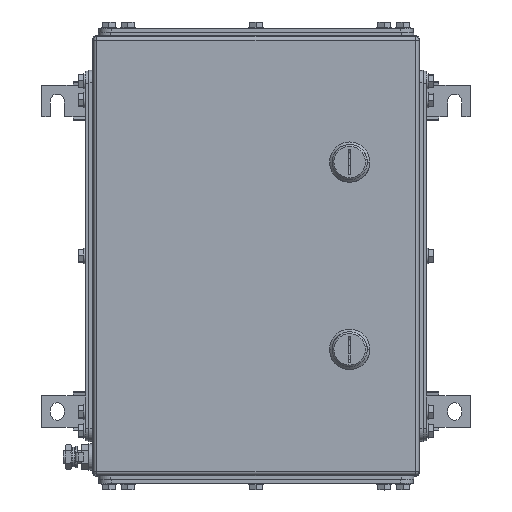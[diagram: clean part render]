
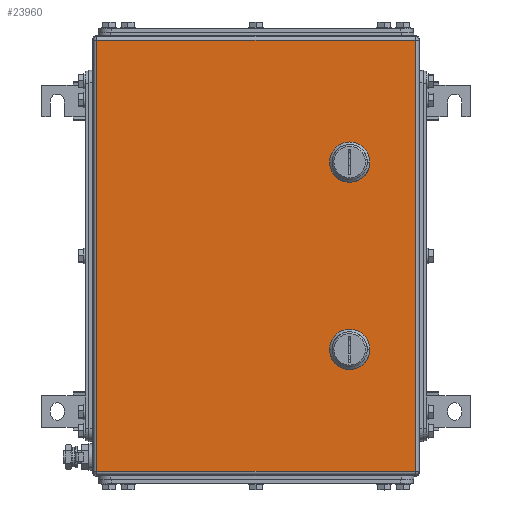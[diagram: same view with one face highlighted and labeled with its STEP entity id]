
A CAD part, top view. The second image highlights one B-rep face of the part: STEP entity #23960.
In plain terms, the highlighted planar face has unit normal (0, 0, 1).
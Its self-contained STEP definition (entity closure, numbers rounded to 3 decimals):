
#23774=AXIS2_PLACEMENT_3D('Circle Axis2P3D',#23772,#23773,$) ;
#23801=AXIS2_PLACEMENT_3D('Plane Axis2P3D',#23798,#23799,#23800) ;
#23846=AXIS2_PLACEMENT_3D('Circle Axis2P3D',#23844,#23845,$) ;
#23860=AXIS2_PLACEMENT_3D('Circle Axis2P3D',#23858,#23859,$) ;
#23874=AXIS2_PLACEMENT_3D('Circle Axis2P3D',#23872,#23873,$) ;
#23896=AXIS2_PLACEMENT_3D('Circle Axis2P3D',#23894,#23895,$) ;
#23912=AXIS2_PLACEMENT_3D('Circle Axis2P3D',#23910,#23911,$) ;
#23926=AXIS2_PLACEMENT_3D('Circle Axis2P3D',#23924,#23925,$) ;
#23940=AXIS2_PLACEMENT_3D('Circle Axis2P3D',#23938,#23939,$) ;
#23769=CARTESIAN_POINT('Vertex',(250.056,250.45,203.5)) ;
#23772=CARTESIAN_POINT('Axis2P3D Location',(245.,260.5,203.5)) ;
#23776=CARTESIAN_POINT('Vertex',(255.05,255.444,203.5)) ;
#23798=CARTESIAN_POINT('Axis2P3D Location',(170.5,186.,203.5)) ;
#23803=CARTESIAN_POINT('Line Origine',(170.5,357.5,203.5)) ;
#23807=CARTESIAN_POINT('Vertex',(297.,357.5,203.5)) ;
#23809=CARTESIAN_POINT('Vertex',(44.,357.5,203.5)) ;
#23812=CARTESIAN_POINT('Line Origine',(44.,186.,203.5)) ;
#23816=CARTESIAN_POINT('Vertex',(44.,14.5,203.5)) ;
#23819=CARTESIAN_POINT('Line Origine',(170.5,14.5,203.5)) ;
#23823=CARTESIAN_POINT('Vertex',(297.,14.5,203.5)) ;
#23826=CARTESIAN_POINT('Line Origine',(297.,186.,203.5)) ;
#23837=CARTESIAN_POINT('Line Origine',(245.,250.45,203.5)) ;
#23841=CARTESIAN_POINT('Vertex',(239.944,250.45,203.5)) ;
#23844=CARTESIAN_POINT('Axis2P3D Location',(245.,260.5,203.5)) ;
#23848=CARTESIAN_POINT('Vertex',(234.95,255.444,203.5)) ;
#23851=CARTESIAN_POINT('Line Origine',(234.95,260.5,203.5)) ;
#23855=CARTESIAN_POINT('Vertex',(234.95,265.556,203.5)) ;
#23858=CARTESIAN_POINT('Axis2P3D Location',(245.,260.5,203.5)) ;
#23862=CARTESIAN_POINT('Vertex',(239.944,270.55,203.5)) ;
#23865=CARTESIAN_POINT('Line Origine',(245.,270.55,203.5)) ;
#23869=CARTESIAN_POINT('Vertex',(250.056,270.55,203.5)) ;
#23872=CARTESIAN_POINT('Axis2P3D Location',(245.,260.5,203.5)) ;
#23876=CARTESIAN_POINT('Vertex',(255.05,265.556,203.5)) ;
#23879=CARTESIAN_POINT('Line Origine',(255.05,260.5,203.5)) ;
#23894=CARTESIAN_POINT('Axis2P3D Location',(245.,111.5,203.5)) ;
#23898=CARTESIAN_POINT('Vertex',(250.056,101.45,203.5)) ;
#23900=CARTESIAN_POINT('Vertex',(255.05,106.444,203.5)) ;
#23903=CARTESIAN_POINT('Line Origine',(245.,101.45,203.5)) ;
#23907=CARTESIAN_POINT('Vertex',(239.944,101.45,203.5)) ;
#23910=CARTESIAN_POINT('Axis2P3D Location',(245.,111.5,203.5)) ;
#23914=CARTESIAN_POINT('Vertex',(234.95,106.444,203.5)) ;
#23917=CARTESIAN_POINT('Line Origine',(234.95,111.5,203.5)) ;
#23921=CARTESIAN_POINT('Vertex',(234.95,116.556,203.5)) ;
#23924=CARTESIAN_POINT('Axis2P3D Location',(245.,111.5,203.5)) ;
#23928=CARTESIAN_POINT('Vertex',(239.944,121.55,203.5)) ;
#23931=CARTESIAN_POINT('Line Origine',(245.,121.55,203.5)) ;
#23935=CARTESIAN_POINT('Vertex',(250.056,121.55,203.5)) ;
#23938=CARTESIAN_POINT('Axis2P3D Location',(245.,111.5,203.5)) ;
#23942=CARTESIAN_POINT('Vertex',(255.05,116.556,203.5)) ;
#23945=CARTESIAN_POINT('Line Origine',(255.05,111.5,203.5)) ;
#23773=DIRECTION('Axis2P3D Direction',(0.,0.,1.)) ;
#23799=DIRECTION('Axis2P3D Direction',(0.,0.,1.)) ;
#23800=DIRECTION('Axis2P3D XDirection',(1.,0.,0.)) ;
#23804=DIRECTION('Vector Direction',(1.,0.,0.)) ;
#23813=DIRECTION('Vector Direction',(0.,-1.,0.)) ;
#23820=DIRECTION('Vector Direction',(1.,0.,0.)) ;
#23827=DIRECTION('Vector Direction',(0.,1.,0.)) ;
#23838=DIRECTION('Vector Direction',(1.,0.,0.)) ;
#23845=DIRECTION('Axis2P3D Direction',(0.,0.,1.)) ;
#23852=DIRECTION('Vector Direction',(0.,1.,0.)) ;
#23859=DIRECTION('Axis2P3D Direction',(0.,0.,1.)) ;
#23866=DIRECTION('Vector Direction',(1.,0.,0.)) ;
#23873=DIRECTION('Axis2P3D Direction',(0.,0.,1.)) ;
#23880=DIRECTION('Vector Direction',(0.,-1.,0.)) ;
#23895=DIRECTION('Axis2P3D Direction',(0.,0.,1.)) ;
#23904=DIRECTION('Vector Direction',(1.,0.,0.)) ;
#23911=DIRECTION('Axis2P3D Direction',(0.,0.,1.)) ;
#23918=DIRECTION('Vector Direction',(0.,1.,0.)) ;
#23925=DIRECTION('Axis2P3D Direction',(0.,0.,1.)) ;
#23932=DIRECTION('Vector Direction',(1.,0.,0.)) ;
#23939=DIRECTION('Axis2P3D Direction',(0.,0.,1.)) ;
#23946=DIRECTION('Vector Direction',(0.,-1.,0.)) ;
#23805=VECTOR('Line Direction',#23804,1.) ;
#23814=VECTOR('Line Direction',#23813,1.) ;
#23821=VECTOR('Line Direction',#23820,1.) ;
#23828=VECTOR('Line Direction',#23827,1.) ;
#23839=VECTOR('Line Direction',#23838,1.) ;
#23853=VECTOR('Line Direction',#23852,1.) ;
#23867=VECTOR('Line Direction',#23866,1.) ;
#23881=VECTOR('Line Direction',#23880,1.) ;
#23905=VECTOR('Line Direction',#23904,1.) ;
#23919=VECTOR('Line Direction',#23918,1.) ;
#23933=VECTOR('Line Direction',#23932,1.) ;
#23947=VECTOR('Line Direction',#23946,1.) ;
#23832=ORIENTED_EDGE('',*,*,#23811,.T.) ;
#23833=ORIENTED_EDGE('',*,*,#23818,.T.) ;
#23834=ORIENTED_EDGE('',*,*,#23825,.T.) ;
#23835=ORIENTED_EDGE('',*,*,#23830,.T.) ;
#23885=ORIENTED_EDGE('',*,*,#23843,.F.) ;
#23886=ORIENTED_EDGE('',*,*,#23850,.F.) ;
#23887=ORIENTED_EDGE('',*,*,#23857,.T.) ;
#23888=ORIENTED_EDGE('',*,*,#23864,.F.) ;
#23889=ORIENTED_EDGE('',*,*,#23871,.T.) ;
#23890=ORIENTED_EDGE('',*,*,#23878,.F.) ;
#23891=ORIENTED_EDGE('',*,*,#23883,.T.) ;
#23892=ORIENTED_EDGE('',*,*,#23778,.F.) ;
#23951=ORIENTED_EDGE('',*,*,#23902,.F.) ;
#23952=ORIENTED_EDGE('',*,*,#23909,.F.) ;
#23953=ORIENTED_EDGE('',*,*,#23916,.F.) ;
#23954=ORIENTED_EDGE('',*,*,#23923,.T.) ;
#23955=ORIENTED_EDGE('',*,*,#23930,.F.) ;
#23956=ORIENTED_EDGE('',*,*,#23937,.T.) ;
#23957=ORIENTED_EDGE('',*,*,#23944,.F.) ;
#23958=ORIENTED_EDGE('',*,*,#23949,.T.) ;
#23893=FACE_BOUND('',#23884,.T.) ;
#23959=FACE_BOUND('',#23950,.T.) ;
#23960=ADVANCED_FACE('ZUB_KTB_QL_352620_4GP_AllCATPart.1\\ZUB_DE_KTB_QL.1\\DE_KTB_MH_PART_MASTER.1\\Koerper.2',(#23836,#23893,#23959),#23802,.T.) ;
#23775=CIRCLE('generated circle',#23774,11.25) ;
#23847=CIRCLE('generated circle',#23846,11.25) ;
#23861=CIRCLE('generated circle',#23860,11.25) ;
#23875=CIRCLE('generated circle',#23874,11.25) ;
#23897=CIRCLE('generated circle',#23896,11.25) ;
#23913=CIRCLE('generated circle',#23912,11.25) ;
#23927=CIRCLE('generated circle',#23926,11.25) ;
#23941=CIRCLE('generated circle',#23940,11.25) ;
#23778=EDGE_CURVE('',#23770,#23777,#23775,.T.) ;
#23811=EDGE_CURVE('',#23808,#23810,#23806,.F.) ;
#23818=EDGE_CURVE('',#23810,#23817,#23815,.T.) ;
#23825=EDGE_CURVE('',#23817,#23824,#23822,.T.) ;
#23830=EDGE_CURVE('',#23824,#23808,#23829,.T.) ;
#23843=EDGE_CURVE('',#23842,#23770,#23840,.T.) ;
#23850=EDGE_CURVE('',#23849,#23842,#23847,.T.) ;
#23857=EDGE_CURVE('',#23849,#23856,#23854,.T.) ;
#23864=EDGE_CURVE('',#23863,#23856,#23861,.T.) ;
#23871=EDGE_CURVE('',#23863,#23870,#23868,.T.) ;
#23878=EDGE_CURVE('',#23877,#23870,#23875,.T.) ;
#23883=EDGE_CURVE('',#23877,#23777,#23882,.T.) ;
#23902=EDGE_CURVE('',#23899,#23901,#23897,.T.) ;
#23909=EDGE_CURVE('',#23908,#23899,#23906,.T.) ;
#23916=EDGE_CURVE('',#23915,#23908,#23913,.T.) ;
#23923=EDGE_CURVE('',#23915,#23922,#23920,.T.) ;
#23930=EDGE_CURVE('',#23929,#23922,#23927,.T.) ;
#23937=EDGE_CURVE('',#23929,#23936,#23934,.T.) ;
#23944=EDGE_CURVE('',#23943,#23936,#23941,.T.) ;
#23949=EDGE_CURVE('',#23943,#23901,#23948,.T.) ;
#23831=EDGE_LOOP('',(#23832,#23833,#23834,#23835)) ;
#23884=EDGE_LOOP('',(#23885,#23886,#23887,#23888,#23889,#23890,#23891,#23892)) ;
#23950=EDGE_LOOP('',(#23951,#23952,#23953,#23954,#23955,#23956,#23957,#23958)) ;
#23836=FACE_OUTER_BOUND('',#23831,.T.) ;
#23806=LINE('Line',#23803,#23805) ;
#23815=LINE('Line',#23812,#23814) ;
#23822=LINE('Line',#23819,#23821) ;
#23829=LINE('Line',#23826,#23828) ;
#23840=LINE('Line',#23837,#23839) ;
#23854=LINE('Line',#23851,#23853) ;
#23868=LINE('Line',#23865,#23867) ;
#23882=LINE('Line',#23879,#23881) ;
#23906=LINE('Line',#23903,#23905) ;
#23920=LINE('Line',#23917,#23919) ;
#23934=LINE('Line',#23931,#23933) ;
#23948=LINE('Line',#23945,#23947) ;
#23802=PLANE('',#23801) ;
#23770=VERTEX_POINT('',#23769) ;
#23777=VERTEX_POINT('',#23776) ;
#23808=VERTEX_POINT('',#23807) ;
#23810=VERTEX_POINT('',#23809) ;
#23817=VERTEX_POINT('',#23816) ;
#23824=VERTEX_POINT('',#23823) ;
#23842=VERTEX_POINT('',#23841) ;
#23849=VERTEX_POINT('',#23848) ;
#23856=VERTEX_POINT('',#23855) ;
#23863=VERTEX_POINT('',#23862) ;
#23870=VERTEX_POINT('',#23869) ;
#23877=VERTEX_POINT('',#23876) ;
#23899=VERTEX_POINT('',#23898) ;
#23901=VERTEX_POINT('',#23900) ;
#23908=VERTEX_POINT('',#23907) ;
#23915=VERTEX_POINT('',#23914) ;
#23922=VERTEX_POINT('',#23921) ;
#23929=VERTEX_POINT('',#23928) ;
#23936=VERTEX_POINT('',#23935) ;
#23943=VERTEX_POINT('',#23942) ;
